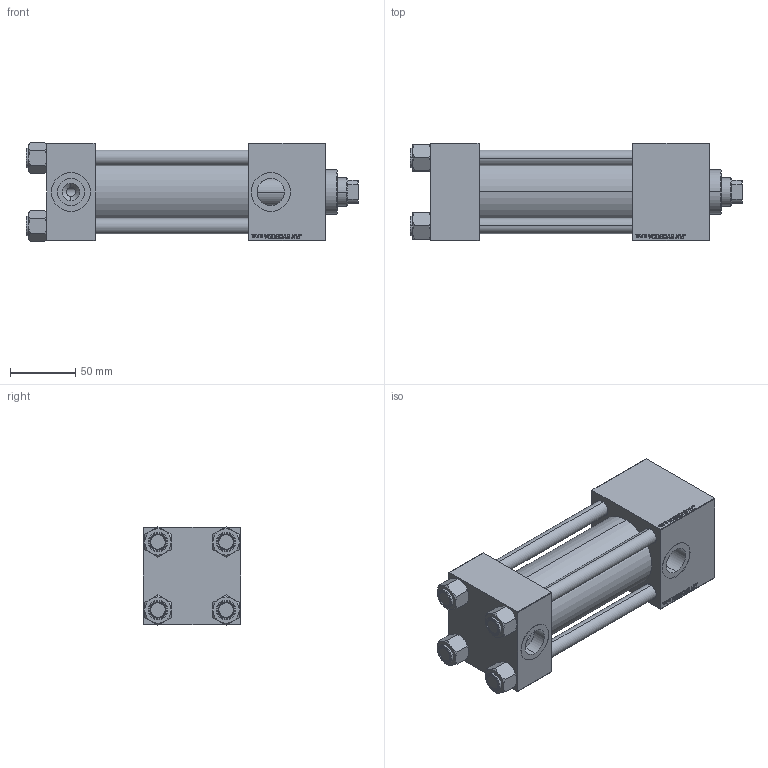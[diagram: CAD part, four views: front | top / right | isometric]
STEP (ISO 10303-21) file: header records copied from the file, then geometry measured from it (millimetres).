
FILE_DESCRIPTION (( 'STEP AP203' ), '1' );
FILE_NAME ('81ff.STEP', '2022-04-15T17:09:23', ( '' ), ( '' ), 'SwSTEP 2.0', 'SolidWorks 2019', '' );
FILE_SCHEMA (( 'CONFIG_CONTROL_DESIGN' ));
Length unit declared in the file: millimetre
Products named in the file (6): 81ff; V215_VC_A 056464bff77ea64fc2428c2ead238713; V215CR_VCP_C 056464bff77ea64fc2428c2ead238713; NUT_M5_C 056464bff77ea64fc2428c2ead238713; V215CR_C_Body 056464bff77ea64fc2428c2ead238713; V215CR_C_TYCINKA 056464bff77ea64fc2428c2ead238713
Assembly tree (11 placements, depth 2):
  81ff
    V215CR_C_Body 056464bff77ea64fc2428c2ead238713
    V215CR_VCP_C 056464bff77ea64fc2428c2ead238713
    NUT_M5_C 056464bff77ea64fc2428c2ead238713  x4
    V215CR_C_TYCINKA 056464bff77ea64fc2428c2ead238713  x4
    V215_VC_A 056464bff77ea64fc2428c2ead238713
Bounding box: 255 x 75 x 75.54 mm (x, y, z)
Volume: 736745.1 mm3; surface area: 180540 mm2
Topology: 11 solids, 11 shells, 1155 faces, 2884 edges, 1871 vertices
Faces by surface type: plane 528, bspline 392, cone 136, cylinder 91, torus 8
Entity records: 50364 total; most frequent: CARTESIAN_POINT 27131, ORIENTED_EDGE 5260, DIRECTION 3334, EDGE_CURVE 2630, VERTEX_POINT 1727, VECTOR 1594, LINE 1594, EDGE_LOOP 1167
